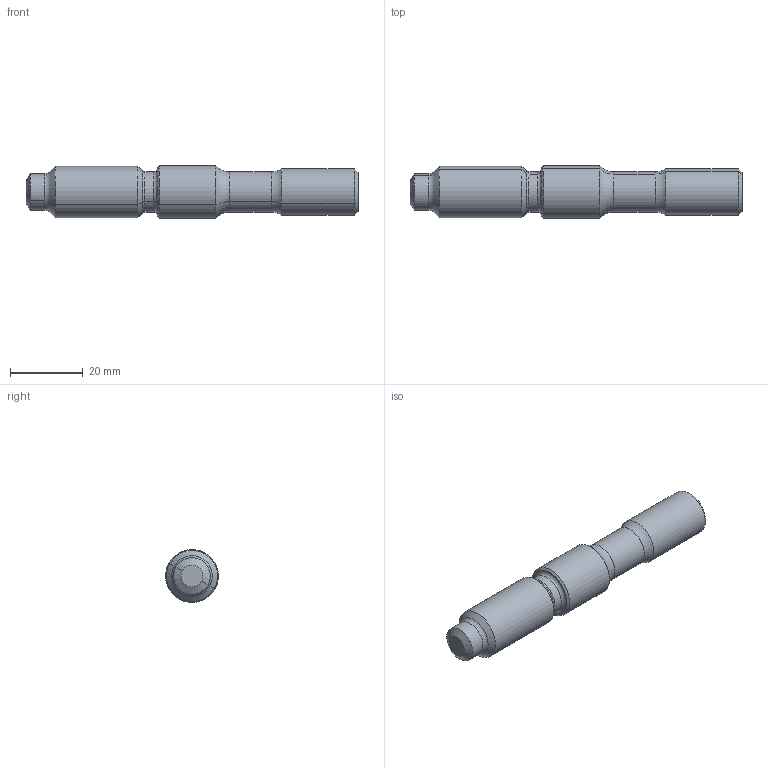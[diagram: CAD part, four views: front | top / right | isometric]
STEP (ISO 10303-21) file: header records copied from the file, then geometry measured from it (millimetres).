
FILE_DESCRIPTION(('CATIA V5 STEP Exchange'),'2;1');
FILE_NAME('200701_BellhousingLocStudR02.stp','2020-07-01T15:39:27+00:00',('none'),('none'),'CATIA Version 5-6 Release 2016','CATIA V5 STEP AP203','none');
FILE_SCHEMA(('CONFIG_CONTROL_DESIGN'));
Length unit declared in the file: millimetre
Products named in the file (1): EngineStudsR08
Bounding box: 91 x 14.5 x 14.5 mm (x, y, z)
Volume: 11607.1 mm3; surface area: 4053.4 mm2
Topology: 1 solids, 1 shells, 42 faces, 86 edges, 48 vertices
Faces by surface type: cylinder 12, cone 10, torus 10, plane 10
Entity records: 1022 total; most frequent: ORIENTED_EDGE 172, CARTESIAN_POINT 164, DIRECTION 144, EDGE_CURVE 86, AXIS2_PLACEMENT_3D 76, VERTEX_POINT 48, CIRCLE 46, EDGE_LOOP 44
